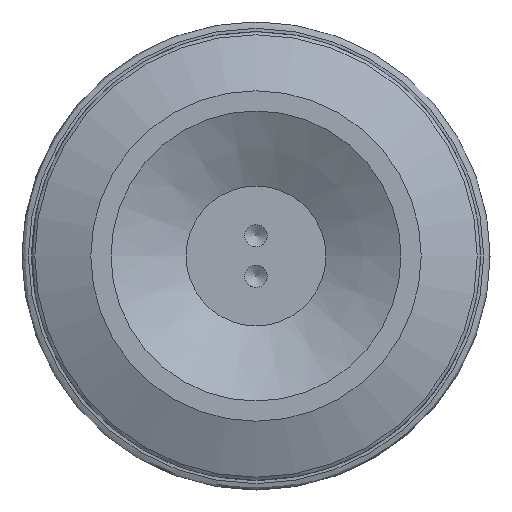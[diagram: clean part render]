
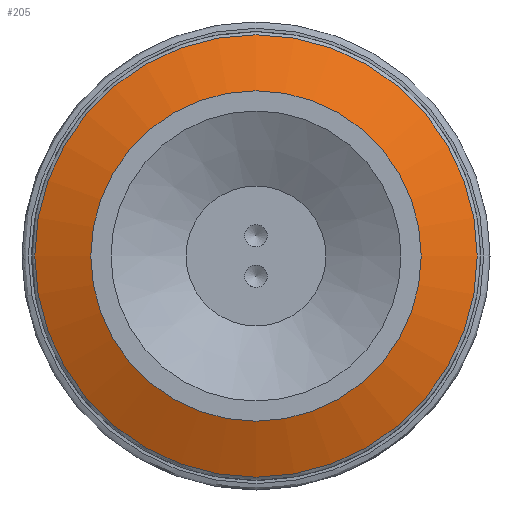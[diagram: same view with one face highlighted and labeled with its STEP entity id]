
A CAD part, left-side view. The second image highlights one B-rep face of the part: STEP entity #205.
In plain terms, the highlighted conical face has half-angle 67.789 degrees and reference radius 66.515 mm.
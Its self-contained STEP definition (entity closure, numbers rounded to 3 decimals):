
#205=ADVANCED_FACE('',(#456,#457),#458,.T.);
#456=FACE_BOUND('',#902,.T.);
#457=FACE_BOUND('',#903,.T.);
#458=CONICAL_SURFACE('',#904,66.515,1.183);
#902=EDGE_LOOP('',(#1385));
#903=EDGE_LOOP('',(#1386));
#904=AXIS2_PLACEMENT_3D('',#1387,#1388,#1389);
#1385=ORIENTED_EDGE('',*,*,#1495,.F.);
#1386=ORIENTED_EDGE('',*,*,#1482,.T.);
#1387=CARTESIAN_POINT('',(-83.026,0.,0.));
#1388=DIRECTION('',(1.0,0.,0.));
#1389=DIRECTION('',(0.,-0.988,0.152));
#1482=EDGE_CURVE('',#1671,#1671,#1672,.T.);
#1495=EDGE_CURVE('',#1691,#1691,#1692,.T.);
#1671=VERTEX_POINT('',#1945);
#1672=CIRCLE('',#1946,86.973);
#1691=VERTEX_POINT('',#1965);
#1692=CIRCLE('',#1966,64.953);
#1945=CARTESIAN_POINT('',(-74.673,86.973,0.0));
#1946=AXIS2_PLACEMENT_3D('',#2272,#2273,#2274);
#1965=CARTESIAN_POINT('',(-83.664,64.953,0.0));
#1966=AXIS2_PLACEMENT_3D('',#2299,#2300,#2301);
#2272=CARTESIAN_POINT('',(-74.673,0.,0.));
#2273=DIRECTION('',(-1.0,0.,0.));
#2274=DIRECTION('',(0.,1.0,0.));
#2299=CARTESIAN_POINT('',(-83.664,0.,0.));
#2300=DIRECTION('',(-1.0,0.,0.));
#2301=DIRECTION('',(0.,1.0,0.));
